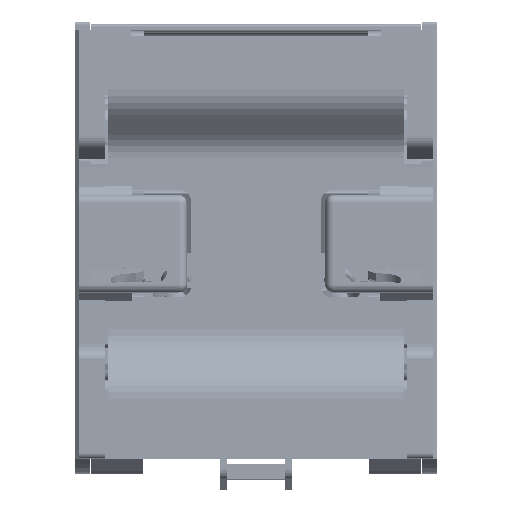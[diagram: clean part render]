
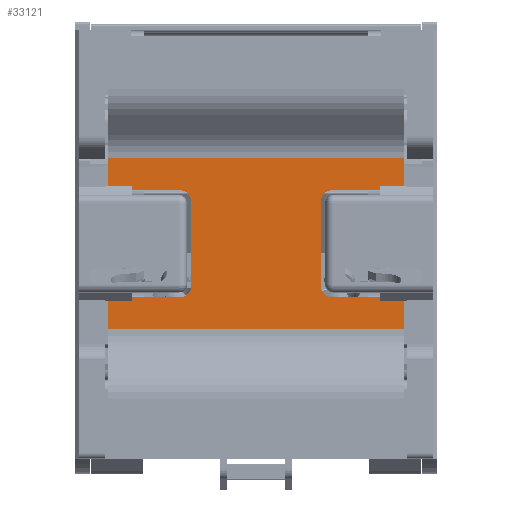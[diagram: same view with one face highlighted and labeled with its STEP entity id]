
A CAD part, front view. The second image highlights one B-rep face of the part: STEP entity #33121.
In plain terms, the highlighted face is planar.
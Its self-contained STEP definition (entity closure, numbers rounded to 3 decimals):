
#66 = ORIENTED_EDGE ( 'NONE', *, *, #1689, .F. ) ;
#1032 = CARTESIAN_POINT ( 'NONE',  ( 12.55, 8.3, 0. ) ) ;
#1386 = VERTEX_POINT ( 'NONE', #15264 ) ;
#1689 = EDGE_CURVE ( 'NONE', #12060, #2241, #14492, .T. ) ;
#1931 = CARTESIAN_POINT ( 'NONE',  ( 14.55, -8.3, 0. ) ) ;
#1997 = DIRECTION ( 'NONE',  ( 0., 0., -1. ) ) ;
#2088 = CARTESIAN_POINT ( 'NONE',  ( -12.55, 8.3, 0. ) ) ;
#2129 = ORIENTED_EDGE ( 'NONE', *, *, #4344, .F. ) ;
#2149 = EDGE_CURVE ( 'NONE', #10463, #28565, #5662, .T. ) ;
#2155 = DIRECTION ( 'NONE',  ( 0., 0., -1. ) ) ;
#2241 = VERTEX_POINT ( 'NONE', #12190 ) ;
#2733 = VECTOR ( 'NONE', #13268, 1000. ) ;
#3871 = CARTESIAN_POINT ( 'NONE',  ( 14.55, 10.3, 0. ) ) ;
#4282 = EDGE_CURVE ( 'NONE', #25963, #1386, #7883, .T. ) ;
#4344 = EDGE_CURVE ( 'NONE', #38513, #12700, #42748, .T. ) ;
#4377 = CARTESIAN_POINT ( 'NONE',  ( 28.55, -16.5, 0. ) ) ;
#5210 = DIRECTION ( 'NONE',  ( 0., 0., 1. ) ) ;
#5662 = LINE ( 'NONE', #22748, #25193 ) ;
#5666 = FACE_OUTER_BOUND ( 'NONE', #25234, .T. ) ;
#5964 = LINE ( 'NONE', #20118, #41330 ) ;
#6972 = CARTESIAN_POINT ( 'NONE',  ( 28.55, -16.5, 0. ) ) ;
#7614 = ORIENTED_EDGE ( 'NONE', *, *, #42194, .F. ) ;
#7883 = LINE ( 'NONE', #21611, #34614 ) ;
#8015 = CARTESIAN_POINT ( 'NONE',  ( 28.55, 10.3, 0. ) ) ;
#8040 = DIRECTION ( 'NONE',  ( 0., 1., 0. ) ) ;
#8132 = VERTEX_POINT ( 'NONE', #25954 ) ;
#8245 = EDGE_CURVE ( 'NONE', #12060, #25963, #37798, .T. ) ;
#8298 = ORIENTED_EDGE ( 'NONE', *, *, #19380, .F. ) ;
#8345 = LINE ( 'NONE', #17567, #40821 ) ;
#8614 = LINE ( 'NONE', #16637, #2733 ) ;
#9166 = VECTOR ( 'NONE', #40697, 1000. ) ;
#9467 = ORIENTED_EDGE ( 'NONE', *, *, #26415, .T. ) ;
#10463 = VERTEX_POINT ( 'NONE', #36447 ) ;
#11302 = CIRCLE ( 'NONE', #13455, 2. ) ;
#11394 = DIRECTION ( 'NONE',  ( 0., 1., 0. ) ) ;
#12060 = VERTEX_POINT ( 'NONE', #30780 ) ;
#12128 = CARTESIAN_POINT ( 'NONE',  ( 14.55, 8.3, 0. ) ) ;
#12190 = CARTESIAN_POINT ( 'NONE',  ( 28.55, -10.3, 0. ) ) ;
#12496 = VECTOR ( 'NONE', #8040, 1000. ) ;
#12643 = PLANE ( 'NONE',  #20816 ) ;
#12700 = VERTEX_POINT ( 'NONE', #21488 ) ;
#12706 = VECTOR ( 'NONE', #34274, 1000. ) ;
#13176 = VERTEX_POINT ( 'NONE', #2088 ) ;
#13268 = DIRECTION ( 'NONE',  ( -1., 0., 0. ) ) ;
#13455 = AXIS2_PLACEMENT_3D ( 'NONE', #1931, #2155, #36793 ) ;
#14492 = LINE ( 'NONE', #4377, #43341 ) ;
#14763 = ORIENTED_EDGE ( 'NONE', *, *, #20222, .F. ) ;
#15264 = CARTESIAN_POINT ( 'NONE',  ( -28.55, -10.3, 0. ) ) ;
#15367 = DIRECTION ( 'NONE',  ( 0., 0., 1. ) ) ;
#16306 = VECTOR ( 'NONE', #20687, 1000. ) ;
#16637 = CARTESIAN_POINT ( 'NONE',  ( 28.55, -10.3, 0. ) ) ;
#17567 = CARTESIAN_POINT ( 'NONE',  ( 28.55, 10.3, 0. ) ) ;
#18928 = CARTESIAN_POINT ( 'NONE',  ( 28.55, 16.5, 0. ) ) ;
#19380 = EDGE_CURVE ( 'NONE', #40861, #44259, #31840, .T. ) ;
#20118 = CARTESIAN_POINT ( 'NONE',  ( -12.55, 8.3, 0. ) ) ;
#20181 = CARTESIAN_POINT ( 'NONE',  ( -14.55, -10.3, 0. ) ) ;
#20222 = EDGE_CURVE ( 'NONE', #44259, #21333, #23364, .T. ) ;
#20270 = CARTESIAN_POINT ( 'NONE',  ( 12.55, -8.3, 0. ) ) ;
#20421 = VECTOR ( 'NONE', #11394, 1000. ) ;
#20687 = DIRECTION ( 'NONE',  ( -1., 0., 0. ) ) ;
#20816 = AXIS2_PLACEMENT_3D ( 'NONE', #26356, #40084, #33314 ) ;
#20850 = CARTESIAN_POINT ( 'NONE',  ( 14.55, -10.3, 0. ) ) ;
#21193 = EDGE_CURVE ( 'NONE', #21700, #8132, #35541, .T. ) ;
#21331 = CARTESIAN_POINT ( 'NONE',  ( -28.55, -16.5, 0. ) ) ;
#21333 = VERTEX_POINT ( 'NONE', #3871 ) ;
#21488 = CARTESIAN_POINT ( 'NONE',  ( -28.55, 16.5, 0. ) ) ;
#21611 = CARTESIAN_POINT ( 'NONE',  ( -28.55, -16.5, 0. ) ) ;
#21700 = VERTEX_POINT ( 'NONE', #20181 ) ;
#21850 = VERTEX_POINT ( 'NONE', #20850 ) ;
#22001 = VERTEX_POINT ( 'NONE', #8015 ) ;
#22748 = CARTESIAN_POINT ( 'NONE',  ( -28.55, 10.3, 0. ) ) ;
#23364 = CIRCLE ( 'NONE', #39919, 2. ) ;
#24057 = AXIS2_PLACEMENT_3D ( 'NONE', #32470, #15367, #30416 ) ;
#24902 = EDGE_CURVE ( 'NONE', #22001, #38513, #42922, .T. ) ;
#25193 = VECTOR ( 'NONE', #30157, 1000. ) ;
#25234 = EDGE_LOOP ( 'NONE', ( #41170, #28210, #14763, #8298, #7614, #30839, #66, #42759, #43160, #30307, #38488, #29348, #44445, #37264, #9467, #2129 ) ) ;
#25649 = CARTESIAN_POINT ( 'NONE',  ( 28.55, 16.5, 0. ) ) ;
#25954 = CARTESIAN_POINT ( 'NONE',  ( -12.55, -8.3, 0. ) ) ;
#25963 = VERTEX_POINT ( 'NONE', #21331 ) ;
#25978 = VECTOR ( 'NONE', #39382, 1000. ) ;
#26356 = CARTESIAN_POINT ( 'NONE',  ( 28.55, -16.5, 0. ) ) ;
#26415 = EDGE_CURVE ( 'NONE', #28565, #12700, #34046, .T. ) ;
#27181 = CARTESIAN_POINT ( 'NONE',  ( -28.55, -10.3, 0. ) ) ;
#27317 = EDGE_CURVE ( 'NONE', #1386, #21700, #44049, .T. ) ;
#28210 = ORIENTED_EDGE ( 'NONE', *, *, #40980, .F. ) ;
#28353 = DIRECTION ( 'NONE',  ( 0., 1., 0. ) ) ;
#28565 = VERTEX_POINT ( 'NONE', #40477 ) ;
#29043 = CARTESIAN_POINT ( 'NONE',  ( -14.55, 8.3, 0. ) ) ;
#29348 = ORIENTED_EDGE ( 'NONE', *, *, #31301, .T. ) ;
#30157 = DIRECTION ( 'NONE',  ( -1., 0., 0. ) ) ;
#30307 = ORIENTED_EDGE ( 'NONE', *, *, #27317, .T. ) ;
#30416 = DIRECTION ( 'NONE',  ( 1., 0., 0. ) ) ;
#30440 = CARTESIAN_POINT ( 'NONE',  ( -28.55, -16.5, 0. ) ) ;
#30780 = CARTESIAN_POINT ( 'NONE',  ( 28.55, -16.5, 0. ) ) ;
#30839 = ORIENTED_EDGE ( 'NONE', *, *, #42699, .F. ) ;
#31295 = DIRECTION ( 'NONE',  ( 1., 0., 0. ) ) ;
#31301 = EDGE_CURVE ( 'NONE', #8132, #13176, #5964, .T. ) ;
#31840 = LINE ( 'NONE', #1032, #20421 ) ;
#32106 = EDGE_CURVE ( 'NONE', #13176, #10463, #43061, .T. ) ;
#32470 = CARTESIAN_POINT ( 'NONE',  ( -14.55, -8.3, 0. ) ) ;
#33121 = ADVANCED_FACE ( 'NONE', ( #5666 ), #12643, .F. ) ;
#33314 = DIRECTION ( 'NONE',  ( 1., 0., 0. ) ) ;
#34046 = LINE ( 'NONE', #30440, #12706 ) ;
#34274 = DIRECTION ( 'NONE',  ( 0., 1., 0. ) ) ;
#34614 = VECTOR ( 'NONE', #28353, 1000. ) ;
#35513 = DIRECTION ( 'NONE',  ( -1., 0., 0. ) ) ;
#35541 = CIRCLE ( 'NONE', #24057, 2. ) ;
#36447 = CARTESIAN_POINT ( 'NONE',  ( -14.55, 10.3, 0. ) ) ;
#36482 = DIRECTION ( 'NONE',  ( 1., 0., 0. ) ) ;
#36793 = DIRECTION ( 'NONE',  ( -1., 0., 0. ) ) ;
#37264 = ORIENTED_EDGE ( 'NONE', *, *, #2149, .T. ) ;
#37798 = LINE ( 'NONE', #6972, #16306 ) ;
#38488 = ORIENTED_EDGE ( 'NONE', *, *, #21193, .T. ) ;
#38513 = VERTEX_POINT ( 'NONE', #18928 ) ;
#38737 = CARTESIAN_POINT ( 'NONE',  ( 12.55, 8.3, 0. ) ) ;
#39382 = DIRECTION ( 'NONE',  ( -1., 0., 0. ) ) ;
#39763 = CARTESIAN_POINT ( 'NONE',  ( 28.55, -16.5, 0. ) ) ;
#39919 = AXIS2_PLACEMENT_3D ( 'NONE', #12128, #1997, #35513 ) ;
#40084 = DIRECTION ( 'NONE',  ( 0., 0., 1. ) ) ;
#40477 = CARTESIAN_POINT ( 'NONE',  ( -28.55, 10.3, 0. ) ) ;
#40697 = DIRECTION ( 'NONE',  ( 1., 0., 0. ) ) ;
#40821 = VECTOR ( 'NONE', #31295, 1000. ) ;
#40861 = VERTEX_POINT ( 'NONE', #20270 ) ;
#40980 = EDGE_CURVE ( 'NONE', #21333, #22001, #8345, .T. ) ;
#41000 = AXIS2_PLACEMENT_3D ( 'NONE', #29043, #5210, #36482 ) ;
#41170 = ORIENTED_EDGE ( 'NONE', *, *, #24902, .F. ) ;
#41330 = VECTOR ( 'NONE', #43774, 1000. ) ;
#42194 = EDGE_CURVE ( 'NONE', #21850, #40861, #11302, .T. ) ;
#42699 = EDGE_CURVE ( 'NONE', #2241, #21850, #8614, .T. ) ;
#42748 = LINE ( 'NONE', #25649, #25978 ) ;
#42759 = ORIENTED_EDGE ( 'NONE', *, *, #8245, .T. ) ;
#42828 = DIRECTION ( 'NONE',  ( 0., 1., 0. ) ) ;
#42922 = LINE ( 'NONE', #39763, #12496 ) ;
#43061 = CIRCLE ( 'NONE', #41000, 2. ) ;
#43160 = ORIENTED_EDGE ( 'NONE', *, *, #4282, .T. ) ;
#43341 = VECTOR ( 'NONE', #42828, 1000. ) ;
#43774 = DIRECTION ( 'NONE',  ( 0., 1., 0. ) ) ;
#44049 = LINE ( 'NONE', #27181, #9166 ) ;
#44259 = VERTEX_POINT ( 'NONE', #38737 ) ;
#44445 = ORIENTED_EDGE ( 'NONE', *, *, #32106, .T. ) ;
